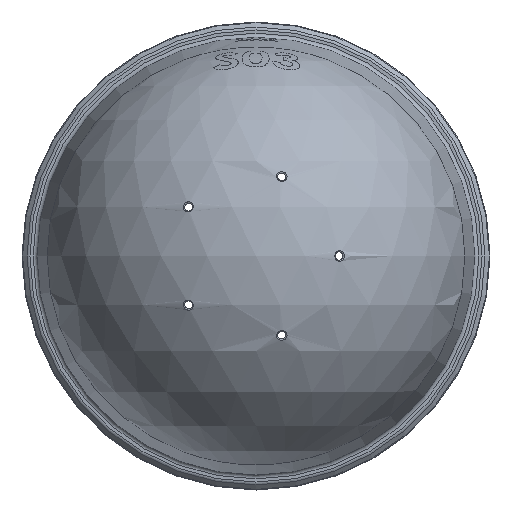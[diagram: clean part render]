
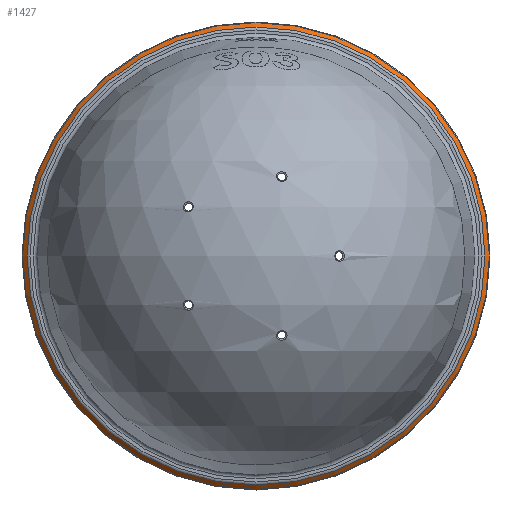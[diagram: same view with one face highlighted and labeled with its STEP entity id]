
A CAD part, front view. The second image highlights one B-rep face of the part: STEP entity #1427.
In plain terms, the highlighted conical face has half-angle 45 degrees and reference radius 54.5 mm.
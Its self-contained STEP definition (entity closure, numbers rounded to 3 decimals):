
#46 = DIRECTION ( 'NONE',  ( 0., 1., 0. ) ) ;
#317 = DIRECTION ( 'NONE',  ( 0., 0., -1. ) ) ;
#359 = EDGE_CURVE ( 'NONE', #1350, #1350, #1438, .T. ) ;
#428 = DIRECTION ( 'NONE',  ( 0., 0., 1. ) ) ;
#474 = EDGE_LOOP ( 'NONE', ( #950 ) ) ;
#574 = AXIS2_PLACEMENT_3D ( 'NONE', #1116, #1287, #317 ) ;
#653 = EDGE_LOOP ( 'NONE', ( #1486 ) ) ;
#663 = CARTESIAN_POINT ( 'NONE',  ( 0., -0.354, 55.854 ) ) ;
#680 = CARTESIAN_POINT ( 'NONE',  ( 0., -1.707, 0. ) ) ;
#713 = DIRECTION ( 'NONE',  ( 0., 0., 1. ) ) ;
#732 = VERTEX_POINT ( 'NONE', #663 ) ;
#772 = AXIS2_PLACEMENT_3D ( 'NONE', #1036, #872, #713 ) ;
#872 = DIRECTION ( 'NONE',  ( 0., 1., 0. ) ) ;
#950 = ORIENTED_EDGE ( 'NONE', *, *, #359, .T. ) ;
#992 = EDGE_CURVE ( 'NONE', #732, #732, #1548, .T. ) ;
#1036 = CARTESIAN_POINT ( 'NONE',  ( 0., -0.354, 0. ) ) ;
#1116 = CARTESIAN_POINT ( 'NONE',  ( 0., -1.414, 0. ) ) ;
#1250 = CONICAL_SURFACE ( 'NONE', #2048, 54.5, 0.785 ) ;
#1287 = DIRECTION ( 'NONE',  ( 0., 1., 0. ) ) ;
#1350 = VERTEX_POINT ( 'NONE', #1755 ) ;
#1407 = FACE_BOUND ( 'NONE', #474, .T. ) ;
#1427 = ADVANCED_FACE ( 'NONE', ( #1407, #1883 ), #1250, .T. ) ;
#1438 = CIRCLE ( 'NONE', #574, 54.793 ) ;
#1486 = ORIENTED_EDGE ( 'NONE', *, *, #992, .F. ) ;
#1548 = CIRCLE ( 'NONE', #772, 55.854 ) ;
#1755 = CARTESIAN_POINT ( 'NONE',  ( 0., -1.414, -54.793 ) ) ;
#1883 = FACE_OUTER_BOUND ( 'NONE', #653, .T. ) ;
#2048 = AXIS2_PLACEMENT_3D ( 'NONE', #680, #46, #428 ) ;
